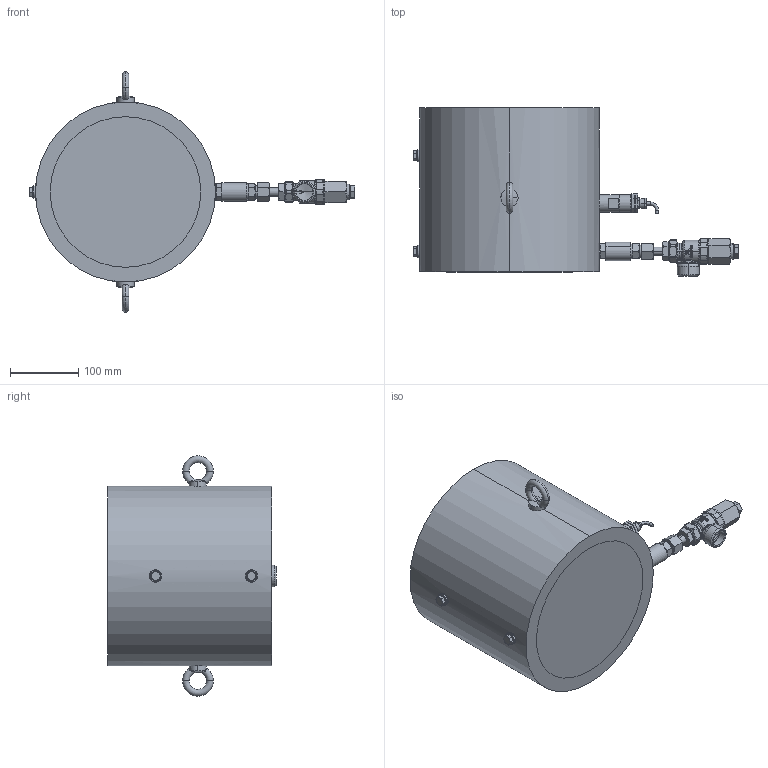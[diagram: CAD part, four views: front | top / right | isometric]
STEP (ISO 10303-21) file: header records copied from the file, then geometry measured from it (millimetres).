
FILE_DESCRIPTION (( 'STEP AP203' ), '1' );
FILE_NAME ('HON790-DN150.STEP', '2020-03-02T10:29:02', ( '' ), ( '' ), 'SwSTEP 2.0', 'SolidWorks 2017', '' );
FILE_SCHEMA (( 'CONFIG_CONTROL_DESIGN' ));
Length unit declared in the file: millimetre
Products named in the file (1): HON790-DN150
Bounding box: 476.4 x 246.3 x 351.4 mm (x, y, z)
Volume: 13215852.7 mm3; surface area: 346128.5 mm2
Topology: 1 solids, 1 shells, 698 faces, 1679 edges, 1023 vertices
Faces by surface type: plane 235, bspline 212, cylinder 112, cone 98, torus 37, sphere 4
Entity records: 49861 total; most frequent: CARTESIAN_POINT 35160, ORIENTED_EDGE 3342, DIRECTION 2532, EDGE_CURVE 1671, VERTEX_POINT 1023, AXIS2_PLACEMENT_3D 983, EDGE_LOOP 750, FACE_OUTER_BOUND 698
